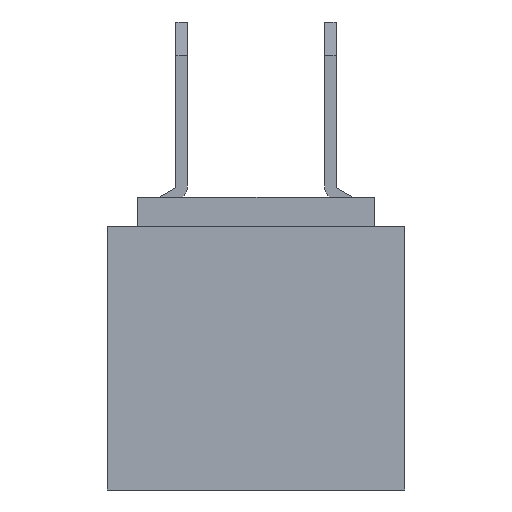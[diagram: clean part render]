
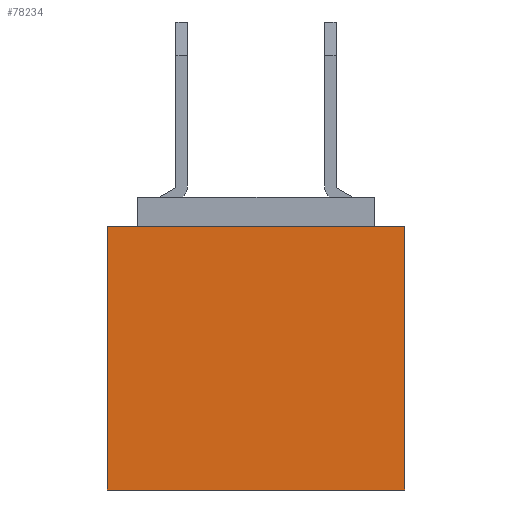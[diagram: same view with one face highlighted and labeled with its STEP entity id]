
A CAD part, left-side view. The second image highlights one B-rep face of the part: STEP entity #78234.
In plain terms, the highlighted planar face has unit normal (-1, 0, 0).
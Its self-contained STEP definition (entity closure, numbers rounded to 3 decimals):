
#1567 = DIRECTION ( 'NONE',  ( 0., 0., -1. ) ) ;
#2448 = ORIENTED_EDGE ( 'NONE', *, *, #22633, .F. ) ;
#3011 = DIRECTION ( 'NONE',  ( 0., 1., 0. ) ) ;
#6678 = LINE ( 'NONE', #72197, #93175 ) ;
#7466 = VERTEX_POINT ( 'NONE', #59657 ) ;
#10404 = LINE ( 'NONE', #56146, #32818 ) ;
#11186 = DIRECTION ( 'NONE',  ( 1., 0., 0. ) ) ;
#11289 = LINE ( 'NONE', #40692, #73343 ) ;
#20074 = CARTESIAN_POINT ( 'NONE',  ( -15.49, 2.54, 0. ) ) ;
#22633 = EDGE_CURVE ( 'NONE', #7466, #56517, #90163, .T. ) ;
#31421 = AXIS2_PLACEMENT_3D ( 'NONE', #46865, #11186, #3011 ) ;
#31907 = PLANE ( 'NONE',  #31421 ) ;
#32818 = VECTOR ( 'NONE', #76873, 1000. ) ;
#35580 = DIRECTION ( 'NONE',  ( 0., 0., 1. ) ) ;
#40692 = CARTESIAN_POINT ( 'NONE',  ( -15.49, 21.258, 0. ) ) ;
#42340 = EDGE_CURVE ( 'NONE', #65005, #7466, #10404, .T. ) ;
#46865 = CARTESIAN_POINT ( 'NONE',  ( -15.49, 21.258, 229. ) ) ;
#56146 = CARTESIAN_POINT ( 'NONE',  ( -15.49, -7.46, 4.5 ) ) ;
#56517 = VERTEX_POINT ( 'NONE', #64377 ) ;
#56808 = ORIENTED_EDGE ( 'NONE', *, *, #42340, .F. ) ;
#59657 = CARTESIAN_POINT ( 'NONE',  ( -15.49, -2.54, 4.5 ) ) ;
#60051 = ORIENTED_EDGE ( 'NONE', *, *, #80098, .F. ) ;
#61326 = VECTOR ( 'NONE', #1567, 1000. ) ;
#64377 = CARTESIAN_POINT ( 'NONE',  ( -15.49, -2.54, 0. ) ) ;
#65005 = VERTEX_POINT ( 'NONE', #95201 ) ;
#68042 = CARTESIAN_POINT ( 'NONE',  ( -15.49, -2.54, 5. ) ) ;
#68068 = FACE_OUTER_BOUND ( 'NONE', #73641, .T. ) ;
#72197 = CARTESIAN_POINT ( 'NONE',  ( -15.49, 2.54, 5. ) ) ;
#73343 = VECTOR ( 'NONE', #76814, 1000. ) ;
#73641 = EDGE_LOOP ( 'NONE', ( #56808, #60051, #75071, #2448 ) ) ;
#75071 = ORIENTED_EDGE ( 'NONE', *, *, #80716, .T. ) ;
#76814 = DIRECTION ( 'NONE',  ( 0., -1., 0. ) ) ;
#76873 = DIRECTION ( 'NONE',  ( 0., -1., 0. ) ) ;
#78234 = ADVANCED_FACE ( 'NONE', ( #68068 ), #31907, .F. ) ;
#80098 = EDGE_CURVE ( 'NONE', #88836, #65005, #6678, .T. ) ;
#80716 = EDGE_CURVE ( 'NONE', #88836, #56517, #11289, .T. ) ;
#88836 = VERTEX_POINT ( 'NONE', #20074 ) ;
#90163 = LINE ( 'NONE', #68042, #61326 ) ;
#93175 = VECTOR ( 'NONE', #35580, 1000. ) ;
#95201 = CARTESIAN_POINT ( 'NONE',  ( -15.49, 2.54, 4.5 ) ) ;
